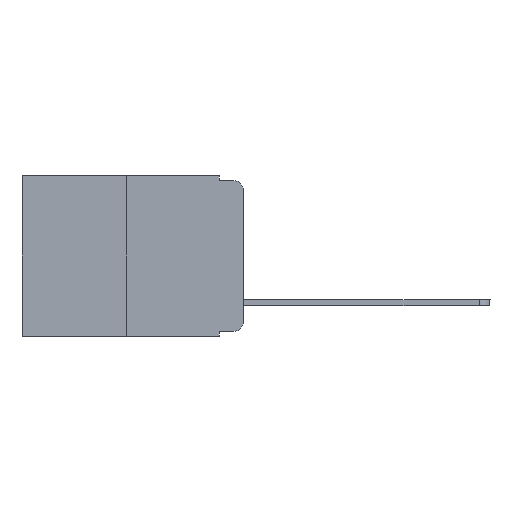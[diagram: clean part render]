
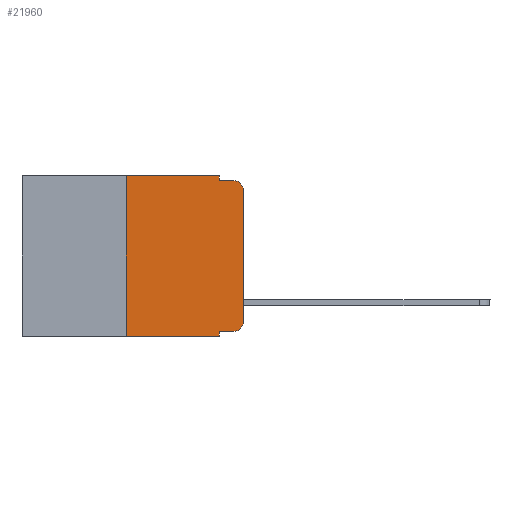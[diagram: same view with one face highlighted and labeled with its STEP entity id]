
A CAD part, left-side view. The second image highlights one B-rep face of the part: STEP entity #21960.
In plain terms, the highlighted planar face has unit normal (-1, 0, 0).
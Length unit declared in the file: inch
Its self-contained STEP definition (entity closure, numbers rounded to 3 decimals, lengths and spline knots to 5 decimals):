
#1519 = EDGE_CURVE ( 'NONE', #1825, #16142, #14114, .T. ) ;
#1537 = ORIENTED_EDGE ( 'NONE', *, *, #4065, .F. ) ;
#1626 = AXIS2_PLACEMENT_3D ( 'NONE', #7317, #23722, #18229 ) ;
#1733 = CARTESIAN_POINT ( 'NONE',  ( 0., 0.051, -0.01 ) ) ;
#1825 = VERTEX_POINT ( 'NONE', #10940 ) ;
#2309 = ORIENTED_EDGE ( 'NONE', *, *, #20339, .T. ) ;
#2356 = DIRECTION ( 'NONE',  ( 0., 0., -1. ) ) ;
#2438 = DIRECTION ( 'NONE',  ( 1., 0., 0. ) ) ;
#2449 = ORIENTED_EDGE ( 'NONE', *, *, #1519, .T. ) ;
#2608 = LINE ( 'NONE', #6211, #5783 ) ;
#3385 = VERTEX_POINT ( 'NONE', #10010 ) ;
#3518 = CARTESIAN_POINT ( 'NONE',  ( 0., 0.25, 0. ) ) ;
#3907 = FACE_OUTER_BOUND ( 'NONE', #19346, .T. ) ;
#4018 = CARTESIAN_POINT ( 'NONE',  ( 0., 0.051, -0.333 ) ) ;
#4065 = EDGE_CURVE ( 'NONE', #16842, #16536, #2608, .T. ) ;
#4070 = VECTOR ( 'NONE', #18120, 39.37008 ) ;
#5727 = VERTEX_POINT ( 'NONE', #13843 ) ;
#5755 = ORIENTED_EDGE ( 'NONE', *, *, #23161, .T. ) ;
#5783 = VECTOR ( 'NONE', #20802, 39.37008 ) ;
#6037 = DIRECTION ( 'NONE',  ( 0., -1., 0. ) ) ;
#6093 = CARTESIAN_POINT ( 'NONE',  ( 0., 0.473, 0. ) ) ;
#6211 = CARTESIAN_POINT ( 'NONE',  ( 0., 0.051, 0. ) ) ;
#6234 = VERTEX_POINT ( 'NONE', #16723 ) ;
#6478 = VECTOR ( 'NONE', #18614, 39.37008 ) ;
#6631 = VERTEX_POINT ( 'NONE', #10580 ) ;
#6761 = LINE ( 'NONE', #22743, #21201 ) ;
#7317 = CARTESIAN_POINT ( 'NONE',  ( 0., 0.02, -0.03 ) ) ;
#7352 = LINE ( 'NONE', #23837, #16917 ) ;
#7360 = DIRECTION ( 'NONE',  ( 0., -1., 0. ) ) ;
#7721 = CARTESIAN_POINT ( 'NONE',  ( 0., 0.473, -0.343 ) ) ;
#8204 = CIRCLE ( 'NONE', #1626, 0.02 ) ;
#8707 = ORIENTED_EDGE ( 'NONE', *, *, #10295, .F. ) ;
#9249 = LINE ( 'NONE', #1733, #19064 ) ;
#9827 = LINE ( 'NONE', #3518, #4070 ) ;
#9829 = CARTESIAN_POINT ( 'NONE',  ( 0., 0.051, -0.333 ) ) ;
#9926 = EDGE_CURVE ( 'NONE', #6631, #16536, #19683, .T. ) ;
#10010 = CARTESIAN_POINT ( 'NONE',  ( 0., 0., -0.03 ) ) ;
#10225 = EDGE_CURVE ( 'NONE', #19391, #21391, #9249, .T. ) ;
#10295 = EDGE_CURVE ( 'NONE', #6631, #5727, #9827, .T. ) ;
#10528 = LINE ( 'NONE', #14987, #6478 ) ;
#10580 = CARTESIAN_POINT ( 'NONE',  ( 0., 0.25, -0.343 ) ) ;
#10940 = CARTESIAN_POINT ( 'NONE',  ( 0., 0.02, -0.333 ) ) ;
#11920 = CARTESIAN_POINT ( 'NONE',  ( 0., 0.02, -0.313 ) ) ;
#12825 = CARTESIAN_POINT ( 'NONE',  ( 0., 0.051, -0.343 ) ) ;
#13378 = AXIS2_PLACEMENT_3D ( 'NONE', #11920, #21142, #19292 ) ;
#13673 = CARTESIAN_POINT ( 'NONE',  ( 0., 0.051, -0.01 ) ) ;
#13843 = CARTESIAN_POINT ( 'NONE',  ( 0., 0.25, 0. ) ) ;
#14114 = CIRCLE ( 'NONE', #13378, 0.02 ) ;
#14147 = CARTESIAN_POINT ( 'NONE',  ( 0., 0.02, -0.01 ) ) ;
#14987 = CARTESIAN_POINT ( 'NONE',  ( 0., 0.473, 0. ) ) ;
#15391 = DIRECTION ( 'NONE',  ( 0., 0., -1. ) ) ;
#15608 = VECTOR ( 'NONE', #22281, 39.37008 ) ;
#15908 = ORIENTED_EDGE ( 'NONE', *, *, #9926, .T. ) ;
#15930 = ORIENTED_EDGE ( 'NONE', *, *, #19850, .T. ) ;
#16014 = ORIENTED_EDGE ( 'NONE', *, *, #10225, .F. ) ;
#16142 = VERTEX_POINT ( 'NONE', #21000 ) ;
#16180 = ORIENTED_EDGE ( 'NONE', *, *, #20572, .F. ) ;
#16331 = AXIS2_PLACEMENT_3D ( 'NONE', #6093, #2438, #2356 ) ;
#16489 = DIRECTION ( 'NONE',  ( 0., 0., 1. ) ) ;
#16536 = VERTEX_POINT ( 'NONE', #12825 ) ;
#16619 = ORIENTED_EDGE ( 'NONE', *, *, #20601, .F. ) ;
#16723 = CARTESIAN_POINT ( 'NONE',  ( 0., 0.051, 0. ) ) ;
#16842 = VERTEX_POINT ( 'NONE', #9829 ) ;
#16917 = VECTOR ( 'NONE', #16489, 39.37008 ) ;
#18120 = DIRECTION ( 'NONE',  ( 0., 0., 1. ) ) ;
#18229 = DIRECTION ( 'NONE',  ( 0., 0., -1. ) ) ;
#18614 = DIRECTION ( 'NONE',  ( 0., -1., 0. ) ) ;
#19064 = VECTOR ( 'NONE', #7360, 39.37008 ) ;
#19292 = DIRECTION ( 'NONE',  ( 0., 0., -1. ) ) ;
#19346 = EDGE_LOOP ( 'NONE', ( #15930, #2309, #16014, #16619, #16180, #8707, #15908, #1537, #5755, #2449 ) ) ;
#19391 = VERTEX_POINT ( 'NONE', #13673 ) ;
#19461 = VECTOR ( 'NONE', #6037, 39.37008 ) ;
#19683 = LINE ( 'NONE', #7721, #15608 ) ;
#19850 = EDGE_CURVE ( 'NONE', #16142, #3385, #7352, .T. ) ;
#20339 = EDGE_CURVE ( 'NONE', #3385, #21391, #8204, .T. ) ;
#20572 = EDGE_CURVE ( 'NONE', #5727, #6234, #10528, .T. ) ;
#20601 = EDGE_CURVE ( 'NONE', #6234, #19391, #6761, .T. ) ;
#20802 = DIRECTION ( 'NONE',  ( 0., 0., -1. ) ) ;
#21000 = CARTESIAN_POINT ( 'NONE',  ( 0., 0., -0.313 ) ) ;
#21142 = DIRECTION ( 'NONE',  ( -1., 0., 0. ) ) ;
#21201 = VECTOR ( 'NONE', #15391, 39.37008 ) ;
#21391 = VERTEX_POINT ( 'NONE', #14147 ) ;
#21960 = ADVANCED_FACE ( 'NONE', ( #3907 ), #22877, .F. ) ;
#22281 = DIRECTION ( 'NONE',  ( 0., -1., 0. ) ) ;
#22743 = CARTESIAN_POINT ( 'NONE',  ( 0., 0.051, 0. ) ) ;
#22877 = PLANE ( 'NONE',  #16331 ) ;
#23161 = EDGE_CURVE ( 'NONE', #16842, #1825, #23489, .T. ) ;
#23489 = LINE ( 'NONE', #4018, #19461 ) ;
#23722 = DIRECTION ( 'NONE',  ( -1., 0., 0. ) ) ;
#23837 = CARTESIAN_POINT ( 'NONE',  ( 0., 0., 0. ) ) ;
